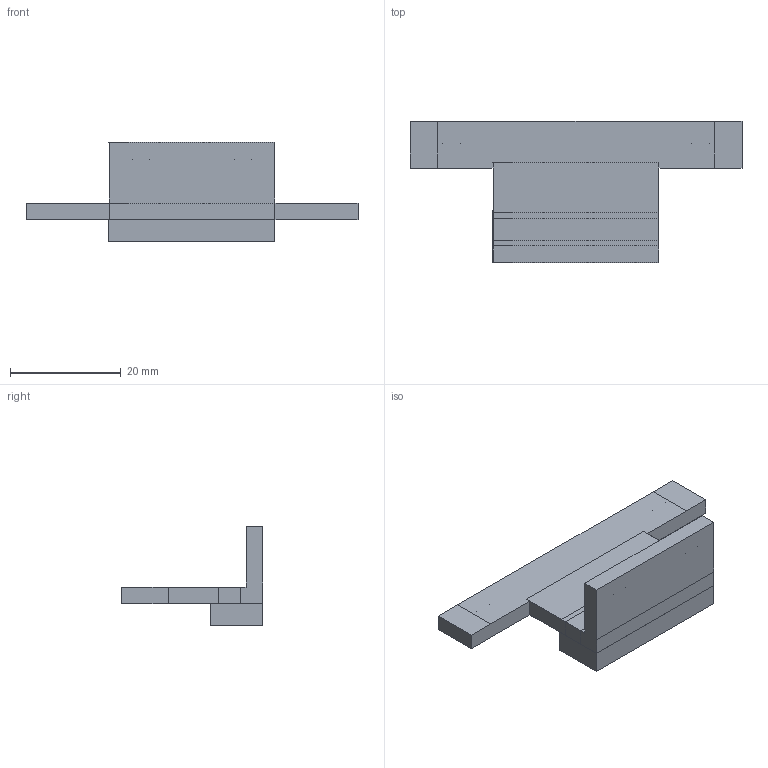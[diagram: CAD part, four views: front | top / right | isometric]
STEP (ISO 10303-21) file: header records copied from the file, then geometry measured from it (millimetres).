
FILE_DESCRIPTION(/* description */ (''),/* implementation_level */ '2;1');
FILE_NAME(/* name */ 'robotiq_realsense415',/* time_stamp */ '2022-10-15T16:06:15+08:00',/* author */ (''),/* organization */ (''),/* preprocessor_version */ 'ST-DEVELOPER v16.5',/* originating_system */ 'Rhino 7.18',/* authorisation */ '');
FILE_SCHEMA (('CONFIG_CONTROL_DESIGN'));
Length unit declared in the file: millimetre
Products named in the file (1): Document
Bounding box: 60 x 25.52 x 18 mm (x, y, z)
Volume: 6354.2 mm3; surface area: 5325.9 mm2
Topology: 3 solids, 3 shells, 44 faces, 112 edges, 72 vertices
Faces by surface type: plane 36, cylinder 8
Entity records: 1273 total; most frequent: CARTESIAN_POINT 397, ORIENTED_EDGE 220, EDGE_CURVE 110, B_SPLINE_CURVE_WITH_KNOTS 86, VERTEX_POINT 72, EDGE_LOOP 52, DIRECTION 52, AXIS2_PLACEMENT_3D 47
